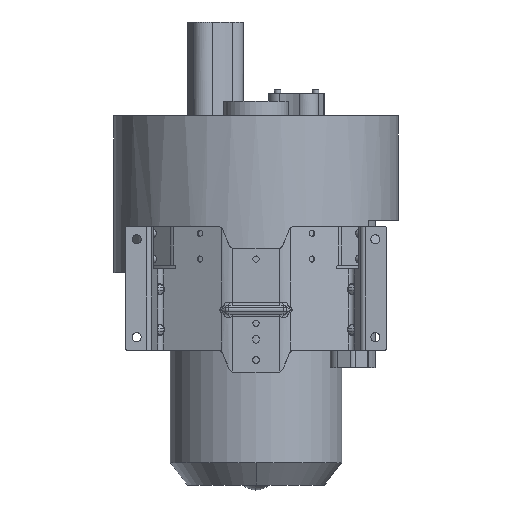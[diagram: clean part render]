
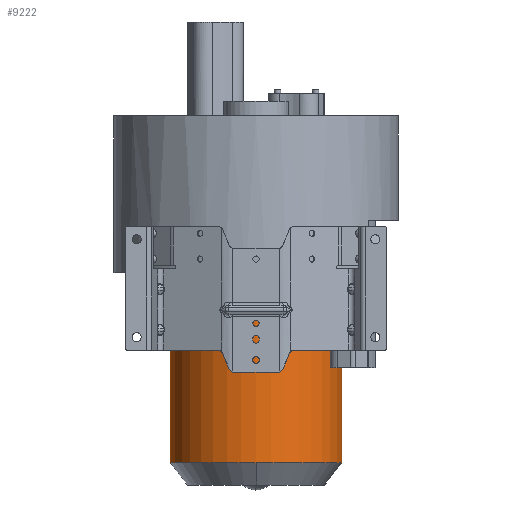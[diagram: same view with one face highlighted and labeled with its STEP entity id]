
A CAD part, front view. The second image highlights one B-rep face of the part: STEP entity #9222.
In plain terms, the highlighted cylindrical face has radius 133.5 mm (diameter 267 mm), a partial arc.
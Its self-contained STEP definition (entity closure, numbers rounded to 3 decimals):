
#135 = VECTOR ( 'NONE', #1985, 1000. ) ;
#686 = CIRCLE ( 'NONE', #6905, 133.5 ) ;
#995 = VERTEX_POINT ( 'NONE', #20516 ) ;
#1498 = CARTESIAN_POINT ( 'NONE',  ( 0., 0., -40.85 ) ) ;
#1985 = DIRECTION ( 'NONE',  ( 0., 0., -1. ) ) ;
#2001 = AXIS2_PLACEMENT_3D ( 'NONE', #16759, #31786, #2538 ) ;
#2538 = DIRECTION ( 'NONE',  ( 1., 0., 0. ) ) ;
#3801 = AXIS2_PLACEMENT_3D ( 'NONE', #1498, #7305, #9572 ) ;
#3814 = EDGE_CURVE ( 'NONE', #6690, #995, #15937, .T. ) ;
#6675 = CARTESIAN_POINT ( 'NONE',  ( -133.5, 0., -40.85 ) ) ;
#6690 = VERTEX_POINT ( 'NONE', #8153 ) ;
#6833 = EDGE_LOOP ( 'NONE', ( #31024, #8905, #28004, #12550, #7496 ) ) ;
#6905 = AXIS2_PLACEMENT_3D ( 'NONE', #18797, #11196, #18640 ) ;
#7305 = DIRECTION ( 'NONE',  ( 0., 0., -1. ) ) ;
#7496 = ORIENTED_EDGE ( 'NONE', *, *, #19651, .F. ) ;
#8153 = CARTESIAN_POINT ( 'NONE',  ( 0., -133.5, -336.25 ) ) ;
#8905 = ORIENTED_EDGE ( 'NONE', *, *, #23248, .T. ) ;
#9222 = ADVANCED_FACE ( 'NONE', ( #18475 ), #23644, .T. ) ;
#9560 = DIRECTION ( 'NONE',  ( 0., 0., -1. ) ) ;
#9572 = DIRECTION ( 'NONE',  ( -1., 0., 0. ) ) ;
#10612 = VECTOR ( 'NONE', #9560, 1000. ) ;
#11196 = DIRECTION ( 'NONE',  ( 0., 0., -1. ) ) ;
#11663 = CIRCLE ( 'NONE', #16319, 133.5 ) ;
#12550 = ORIENTED_EDGE ( 'NONE', *, *, #3814, .F. ) ;
#14106 = LINE ( 'NONE', #31555, #135 ) ;
#14405 = LINE ( 'NONE', #24430, #10612 ) ;
#15393 = EDGE_CURVE ( 'NONE', #25663, #995, #14405, .T. ) ;
#15601 = CARTESIAN_POINT ( 'NONE',  ( 133.5, 0., -336.25 ) ) ;
#15937 = CIRCLE ( 'NONE', #2001, 133.5 ) ;
#16319 = AXIS2_PLACEMENT_3D ( 'NONE', #30605, #25443, #18343 ) ;
#16759 = CARTESIAN_POINT ( 'NONE',  ( 0., 0., -336.25 ) ) ;
#18076 = EDGE_CURVE ( 'NONE', #28507, #25208, #14106, .T. ) ;
#18343 = DIRECTION ( 'NONE',  ( 1., 0., 0. ) ) ;
#18475 = FACE_OUTER_BOUND ( 'NONE', #6833, .T. ) ;
#18640 = DIRECTION ( 'NONE',  ( 1., 0., 0. ) ) ;
#18797 = CARTESIAN_POINT ( 'NONE',  ( 0., 0., -336.25 ) ) ;
#19651 = EDGE_CURVE ( 'NONE', #25208, #6690, #686, .T. ) ;
#20516 = CARTESIAN_POINT ( 'NONE',  ( -133.5, 0., -336.25 ) ) ;
#22353 = CARTESIAN_POINT ( 'NONE',  ( 133.5, 0., -40.85 ) ) ;
#23248 = EDGE_CURVE ( 'NONE', #28507, #25663, #11663, .T. ) ;
#23644 = CYLINDRICAL_SURFACE ( 'NONE', #3801, 133.5 ) ;
#24430 = CARTESIAN_POINT ( 'NONE',  ( -133.5, 0., -40.85 ) ) ;
#25208 = VERTEX_POINT ( 'NONE', #15601 ) ;
#25443 = DIRECTION ( 'NONE',  ( 0., 0., -1. ) ) ;
#25663 = VERTEX_POINT ( 'NONE', #6675 ) ;
#28004 = ORIENTED_EDGE ( 'NONE', *, *, #15393, .T. ) ;
#28507 = VERTEX_POINT ( 'NONE', #22353 ) ;
#30605 = CARTESIAN_POINT ( 'NONE',  ( 0., 0., -40.85 ) ) ;
#31024 = ORIENTED_EDGE ( 'NONE', *, *, #18076, .F. ) ;
#31555 = CARTESIAN_POINT ( 'NONE',  ( 133.5, 0., -40.85 ) ) ;
#31786 = DIRECTION ( 'NONE',  ( 0., 0., -1. ) ) ;
